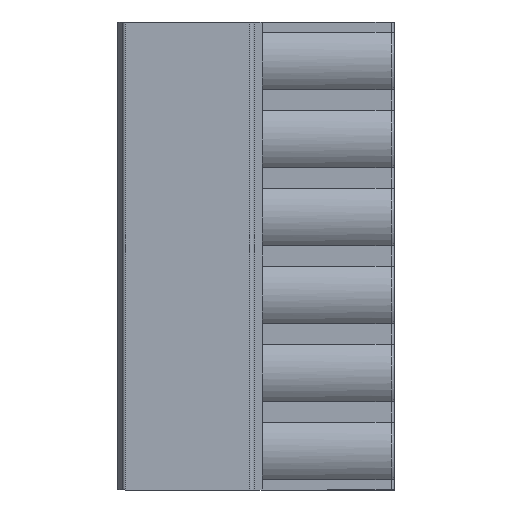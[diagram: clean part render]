
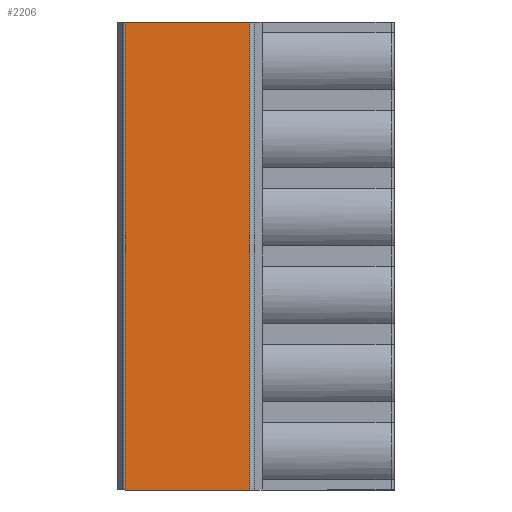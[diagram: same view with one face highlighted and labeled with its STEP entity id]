
A CAD part, front view. The second image highlights one B-rep face of the part: STEP entity #2206.
In plain terms, the highlighted planar face has unit normal (0, -1, 0).
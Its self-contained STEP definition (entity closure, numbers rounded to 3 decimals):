
#496 = VECTOR ( 'NONE', #6820, 1000. ) ;
#1121 = ORIENTED_EDGE ( 'NONE', *, *, #5796, .F. ) ;
#1272 = VECTOR ( 'NONE', #4057, 1000. ) ;
#1306 = VERTEX_POINT ( 'NONE', #6567 ) ;
#1692 = DIRECTION ( 'NONE',  ( 1., 0., 0. ) ) ;
#1779 = CARTESIAN_POINT ( 'NONE',  ( 8.1, 0., -2.54 ) ) ;
#1857 = EDGE_CURVE ( 'NONE', #5201, #1306, #2349, .T. ) ;
#2028 = CARTESIAN_POINT ( 'NONE',  ( 0., 0., 27.94 ) ) ;
#2206 = ADVANCED_FACE ( 'NONE', ( #2559 ), #3828, .T. ) ;
#2349 = LINE ( 'NONE', #2540, #496 ) ;
#2432 = EDGE_CURVE ( 'NONE', #1306, #4710, #7035, .T. ) ;
#2512 = CARTESIAN_POINT ( 'NONE',  ( 8.4, 0., 22.86 ) ) ;
#2540 = CARTESIAN_POINT ( 'NONE',  ( 0., 0., 22.86 ) ) ;
#2559 = FACE_OUTER_BOUND ( 'NONE', #5873, .T. ) ;
#2581 = DIRECTION ( 'NONE',  ( 1., 0., 0. ) ) ;
#2821 = VECTOR ( 'NONE', #1692, 1000. ) ;
#2884 = CARTESIAN_POINT ( 'NONE',  ( 8.1, 0., 22.86 ) ) ;
#3110 = AXIS2_PLACEMENT_3D ( 'NONE', #2512, #6058, #6677 ) ;
#3214 = CARTESIAN_POINT ( 'NONE',  ( 8.4, 0., 27.94 ) ) ;
#3778 = CARTESIAN_POINT ( 'NONE',  ( 8.4, 0., -2.54 ) ) ;
#3828 = PLANE ( 'NONE',  #3110 ) ;
#4057 = DIRECTION ( 'NONE',  ( 0., 0., 1. ) ) ;
#4213 = EDGE_CURVE ( 'NONE', #4710, #8648, #7495, .T. ) ;
#4710 = VERTEX_POINT ( 'NONE', #1779 ) ;
#5201 = VERTEX_POINT ( 'NONE', #2028 ) ;
#5796 = EDGE_CURVE ( 'NONE', #5201, #8648, #8823, .T. ) ;
#5873 = EDGE_LOOP ( 'NONE', ( #5922, #1121, #6068, #6718 ) ) ;
#5922 = ORIENTED_EDGE ( 'NONE', *, *, #4213, .T. ) ;
#6058 = DIRECTION ( 'NONE',  ( 0., -1., 0. ) ) ;
#6068 = ORIENTED_EDGE ( 'NONE', *, *, #1857, .T. ) ;
#6160 = VECTOR ( 'NONE', #2581, 1000. ) ;
#6567 = CARTESIAN_POINT ( 'NONE',  ( 0., 0., -2.54 ) ) ;
#6677 = DIRECTION ( 'NONE',  ( 0., 0., -1. ) ) ;
#6718 = ORIENTED_EDGE ( 'NONE', *, *, #2432, .T. ) ;
#6820 = DIRECTION ( 'NONE',  ( 0., 0., -1. ) ) ;
#7035 = LINE ( 'NONE', #3778, #2821 ) ;
#7495 = LINE ( 'NONE', #2884, #1272 ) ;
#8106 = CARTESIAN_POINT ( 'NONE',  ( 8.1, 0., 27.94 ) ) ;
#8648 = VERTEX_POINT ( 'NONE', #8106 ) ;
#8823 = LINE ( 'NONE', #3214, #6160 ) ;
